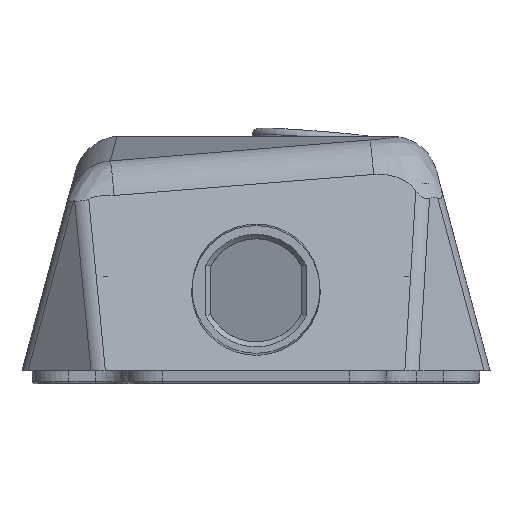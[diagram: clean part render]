
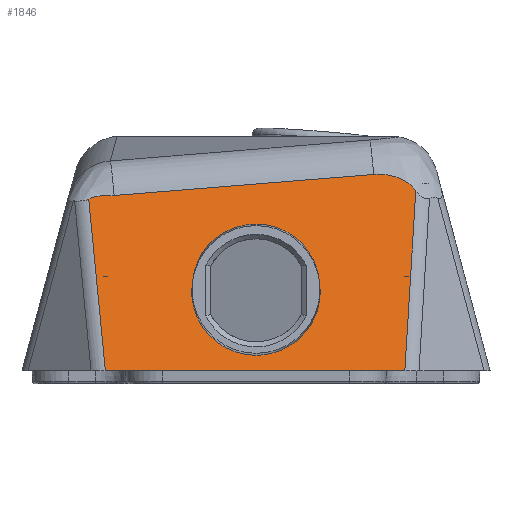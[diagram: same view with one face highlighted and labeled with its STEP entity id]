
A CAD part, front view. The second image highlights one B-rep face of the part: STEP entity #1846.
In plain terms, the highlighted planar face has unit normal (0, -0.966, 0.259).
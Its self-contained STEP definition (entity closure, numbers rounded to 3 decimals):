
#541 = VERTEX_POINT('',#542);
#542 = CARTESIAN_POINT('',(9.491,-63.939,
    21.295));
#561 = VERTEX_POINT('',#562);
#562 = CARTESIAN_POINT('',(-9.491,-63.939,
    21.295));
#1234 = EDGE_CURVE('',#541,#1235,#1237,.T.);
#1235 = VERTEX_POINT('',#1236);
#1236 = CARTESIAN_POINT('',(0.,-66.888,
    10.288));
#1237 = ELLIPSE('',#1238,9.835,9.613);
#1238 = AXIS2_PLACEMENT_3D('',#1239,#1240,#1241);
#1239 = CARTESIAN_POINT('',(0.,-64.343,
    19.788));
#1240 = DIRECTION('',(0.,0.966,-0.259)
  );
#1241 = DIRECTION('',(0.,-0.259,
    -0.966));
#1259 = VERTEX_POINT('',#1260);
#1260 = CARTESIAN_POINT('',(0.,-61.631,
    29.91));
#1267 = EDGE_CURVE('',#1259,#541,#1268,.T.);
#1268 = ELLIPSE('',#1269,9.745,9.526);
#1269 = AXIS2_PLACEMENT_3D('',#1270,#1271,#1272);
#1270 = CARTESIAN_POINT('',(0.,-64.153,
    20.497));
#1271 = DIRECTION('',(0.,0.966,-0.259)
  );
#1272 = DIRECTION('',(0.,0.259,0.966)
  );
#1283 = EDGE_CURVE('',#1235,#561,#1284,.T.);
#1284 = ELLIPSE('',#1285,9.835,9.613);
#1285 = AXIS2_PLACEMENT_3D('',#1286,#1287,#1288);
#1286 = CARTESIAN_POINT('',(0.,-64.343,
    19.788));
#1287 = DIRECTION('',(0.,0.966,-0.259)
  );
#1288 = DIRECTION('',(0.,-0.259,
    -0.966));
#1301 = EDGE_CURVE('',#561,#1259,#1302,.T.);
#1302 = ELLIPSE('',#1303,9.745,9.526);
#1303 = AXIS2_PLACEMENT_3D('',#1304,#1305,#1306);
#1304 = CARTESIAN_POINT('',(0.,-64.153,
    20.497));
#1305 = DIRECTION('',(0.,0.966,-0.259)
  );
#1306 = DIRECTION('',(0.,0.259,0.966)
  );
#1846 = ADVANCED_FACE('',(#1847,#1911),#1917,.F.);
#1847 = FACE_BOUND('',#1848,.F.);
#1848 = EDGE_LOOP('',(#1849,#1859,#1874,#1882,#1897,#1905));
#1849 = ORIENTED_EDGE('',*,*,#1850,.T.);
#1850 = EDGE_CURVE('',#1851,#1853,#1855,.T.);
#1851 = VERTEX_POINT('',#1852);
#1852 = CARTESIAN_POINT('',(-22.535,-67.501,8.));
#1853 = VERTEX_POINT('',#1854);
#1854 = CARTESIAN_POINT('',(-25.019,-60.627,
    33.654));
#1855 = LINE('',#1856,#1857);
#1856 = CARTESIAN_POINT('',(-21.771,-69.615,
    0.111));
#1857 = VECTOR('',#1858,1.);
#1858 = DIRECTION('',(-0.093,0.258,0.962)
  );
#1859 = ORIENTED_EDGE('',*,*,#1860,.F.);
#1860 = EDGE_CURVE('',#1861,#1853,#1863,.T.);
#1861 = VERTEX_POINT('',#1862);
#1862 = CARTESIAN_POINT('',(-21.222,-60.484,
    34.19));
#1863 = B_SPLINE_CURVE_WITH_KNOTS('',9,(#1864,#1865,#1866,#1867,#1868,
    #1869,#1870,#1871,#1872,#1873),.UNSPECIFIED.,.F.,.F.,(10,10),(0.,1.)
  ,.PIECEWISE_BEZIER_KNOTS.);
#1864 = CARTESIAN_POINT('',(-21.222,-60.484,
    34.19));
#1865 = CARTESIAN_POINT('',(-21.913,-60.499,
    34.134));
#1866 = CARTESIAN_POINT('',(-22.61,-60.494,
    34.153));
#1867 = CARTESIAN_POINT('',(-23.295,-60.484,
    34.189));
#1868 = CARTESIAN_POINT('',(-23.998,-60.493,
    34.155));
#1869 = CARTESIAN_POINT('',(-24.683,-60.523,
    34.044));
#1870 = CARTESIAN_POINT('',(-25.411,-60.612,
    33.713));
#1871 = CARTESIAN_POINT('',(-25.928,-60.771,
    33.117));
#1872 = CARTESIAN_POINT('',(-26.143,-60.957,
    32.426));
#1873 = CARTESIAN_POINT('',(-26.079,-61.135,
    31.759));
#1874 = ORIENTED_EDGE('',*,*,#1875,.T.);
#1875 = EDGE_CURVE('',#1861,#1876,#1878,.T.);
#1876 = VERTEX_POINT('',#1877);
#1877 = CARTESIAN_POINT('',(17.601,-59.643,
    37.328));
#1878 = LINE('',#1879,#1880);
#1879 = CARTESIAN_POINT('',(-26.325,-60.594,
    33.778));
#1880 = VECTOR('',#1881,1.);
#1881 = DIRECTION('',(0.997,0.022,0.081
    ));
#1882 = ORIENTED_EDGE('',*,*,#1883,.T.);
#1883 = EDGE_CURVE('',#1876,#1884,#1886,.T.);
#1884 = VERTEX_POINT('',#1885);
#1885 = CARTESIAN_POINT('',(23.9,-60.294,
    34.899));
#1886 = B_SPLINE_CURVE_WITH_KNOTS('',9,(#1887,#1888,#1889,#1890,#1891,
    #1892,#1893,#1894,#1895,#1896),.UNSPECIFIED.,.F.,.F.,(10,10),(0.,1.)
  ,.PIECEWISE_BEZIER_KNOTS.);
#1887 = CARTESIAN_POINT('',(17.601,-59.643,
    37.328));
#1888 = CARTESIAN_POINT('',(18.803,-59.617,
    37.425));
#1889 = CARTESIAN_POINT('',(20.019,-59.632,
    37.371));
#1890 = CARTESIAN_POINT('',(21.228,-59.698,
    37.123));
#1891 = CARTESIAN_POINT('',(22.387,-59.826,
    36.646));
#1892 = CARTESIAN_POINT('',(23.431,-60.022,
    35.915));
#1893 = CARTESIAN_POINT('',(24.252,-60.282,
    34.943));
#1894 = CARTESIAN_POINT('',(24.776,-60.583,33.821
    ));
#1895 = CARTESIAN_POINT('',(24.992,-60.899,
    32.641));
#1896 = CARTESIAN_POINT('',(24.921,-61.211,
    31.478));
#1897 = ORIENTED_EDGE('',*,*,#1898,.T.);
#1898 = EDGE_CURVE('',#1884,#1899,#1901,.T.);
#1899 = VERTEX_POINT('',#1900);
#1900 = CARTESIAN_POINT('',(22.261,-67.501,8.));
#1901 = LINE('',#1902,#1903);
#1902 = CARTESIAN_POINT('',(23.696,-61.192,
    31.547));
#1903 = VECTOR('',#1904,1.);
#1904 = DIRECTION('',(-0.059,-0.258,
    -0.964));
#1905 = ORIENTED_EDGE('',*,*,#1906,.F.);
#1906 = EDGE_CURVE('',#1851,#1899,#1907,.T.);
#1907 = LINE('',#1908,#1909);
#1908 = CARTESIAN_POINT('',(50.,-67.501,8.));
#1909 = VECTOR('',#1910,1.);
#1910 = DIRECTION('',(1.,0.,0.));
#1911 = FACE_BOUND('',#1912,.F.);
#1912 = EDGE_LOOP('',(#1913,#1914,#1915,#1916));
#1913 = ORIENTED_EDGE('',*,*,#1283,.F.);
#1914 = ORIENTED_EDGE('',*,*,#1234,.F.);
#1915 = ORIENTED_EDGE('',*,*,#1267,.F.);
#1916 = ORIENTED_EDGE('',*,*,#1301,.F.);
#1917 = PLANE('',#1918);
#1918 = AXIS2_PLACEMENT_3D('',#1919,#1920,#1921);
#1919 = CARTESIAN_POINT('',(100.,-69.645,0.));
#1920 = DIRECTION('',(0.,0.966,-0.259)
  );
#1921 = DIRECTION('',(0.,0.259,0.966)
  );
